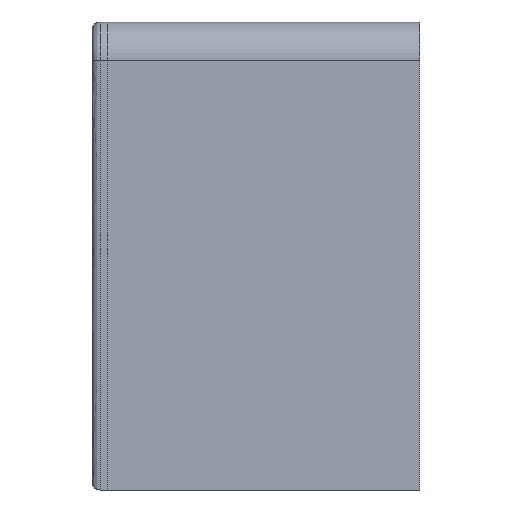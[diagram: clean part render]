
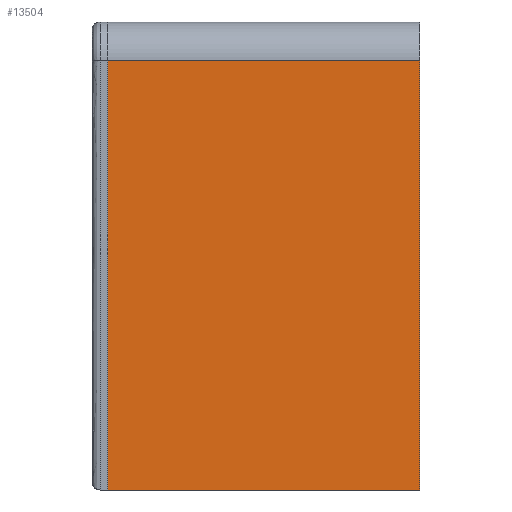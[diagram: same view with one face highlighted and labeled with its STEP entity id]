
A CAD part, left-side view. The second image highlights one B-rep face of the part: STEP entity #13504.
In plain terms, the highlighted free-form (B-spline) face has degree [1, 1] with [2, 2] control points.
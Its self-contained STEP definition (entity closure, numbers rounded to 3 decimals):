
#10906=CARTESIAN_POINT('',(-45.,-40.,0.));
#10907=VERTEX_POINT('',#10906);
#10908=CARTESIAN_POINT('',(-45.,0.,0.));
#10909=VERTEX_POINT('',#10908);
#10910=CARTESIAN_POINT('',(-45.,-40.,0.));
#10911=CARTESIAN_POINT('',(-45.,-32.,0.));
#10912=CARTESIAN_POINT('',(-45.,-24.,0.));
#10913=CARTESIAN_POINT('',(-45.,-16.,0.));
#10914=CARTESIAN_POINT('',(-45.,-8.,0.));
#10915=CARTESIAN_POINT('',(-45.,0.,0.));
#10916=B_SPLINE_CURVE_WITH_KNOTS('',5,(#10910,#10911,#10912,#10913,#10914,#10915),.UNSPECIFIED.,.F.,.U.,(6,6),(0.,0.04),.UNSPECIFIED.);
#10917=EDGE_CURVE('',#10907,#10909,#10916,.T.);
#11302=CARTESIAN_POINT('',(-45.,-40.,55.));
#11303=VERTEX_POINT('',#11302);
#11304=CARTESIAN_POINT('',(-45.,-40.,55.));
#11305=CARTESIAN_POINT('',(-45.,-40.,44.));
#11306=CARTESIAN_POINT('',(-45.,-40.,33.));
#11307=CARTESIAN_POINT('',(-45.,-40.,22.));
#11308=CARTESIAN_POINT('',(-45.,-40.,11.));
#11309=CARTESIAN_POINT('',(-45.,-40.,0.));
#11310=B_SPLINE_CURVE_WITH_KNOTS('',5,(#11304,#11305,#11306,#11307,#11308,#11309),.UNSPECIFIED.,.F.,.U.,(6,6),(0.,0.055),.UNSPECIFIED.);
#11311=EDGE_CURVE('',#11303,#10907,#11310,.T.);
#11949=CARTESIAN_POINT('',(-45.,0.,55.));
#11950=VERTEX_POINT('',#11949);
#11969=CARTESIAN_POINT('',(-45.,0.,55.));
#11970=CARTESIAN_POINT('',(-45.,0.,44.));
#11971=CARTESIAN_POINT('',(-45.,0.,33.));
#11972=CARTESIAN_POINT('',(-45.,0.,22.));
#11973=CARTESIAN_POINT('',(-45.,0.,11.));
#11974=CARTESIAN_POINT('',(-45.,0.,0.));
#11975=B_SPLINE_CURVE_WITH_KNOTS('',5,(#11969,#11970,#11971,#11972,#11973,#11974),.UNSPECIFIED.,.F.,.U.,(6,6),(0.,0.055),.UNSPECIFIED.);
#11976=EDGE_CURVE('',#11950,#10909,#11975,.T.);
#12579=CARTESIAN_POINT('',(-45.,-40.,55.));
#12580=CARTESIAN_POINT('',(-45.,-32.,55.));
#12581=CARTESIAN_POINT('',(-45.,-24.,55.));
#12582=CARTESIAN_POINT('',(-45.,-16.,55.));
#12583=CARTESIAN_POINT('',(-45.,-8.,55.));
#12584=CARTESIAN_POINT('',(-45.,0.,55.));
#12585=B_SPLINE_CURVE_WITH_KNOTS('',5,(#12579,#12580,#12581,#12582,#12583,#12584),.UNSPECIFIED.,.F.,.U.,(6,6),(0.,0.04),.UNSPECIFIED.);
#12586=EDGE_CURVE('',#11303,#11950,#12585,.T.);
#13493=CARTESIAN_POINT('',(-45.,-40.,55.));
#13494=CARTESIAN_POINT('',(-45.,0.,55.));
#13495=CARTESIAN_POINT('',(-45.,-40.,0.));
#13496=CARTESIAN_POINT('',(-45.,0.,0.));
#13497=B_SPLINE_SURFACE_WITH_KNOTS('',1,1,((#13493,#13494),(#13495,#13496)),.PLANE_SURF.,.F.,.F.,.U.,(2,2),(2,2),(0.,1.375),(0.,1.),.UNSPECIFIED.);
#13498=ORIENTED_EDGE('',*,*,#12586,.F.);
#13499=ORIENTED_EDGE('',*,*,#11311,.T.);
#13500=ORIENTED_EDGE('',*,*,#10917,.T.);
#13501=ORIENTED_EDGE('',*,*,#11976,.F.);
#13502=EDGE_LOOP('',(#13498,#13499,#13500,#13501));
#13503=FACE_OUTER_BOUND('',#13502,.F.);
#13504=ADVANCED_FACE('',(#13503),#13497,.F.);
